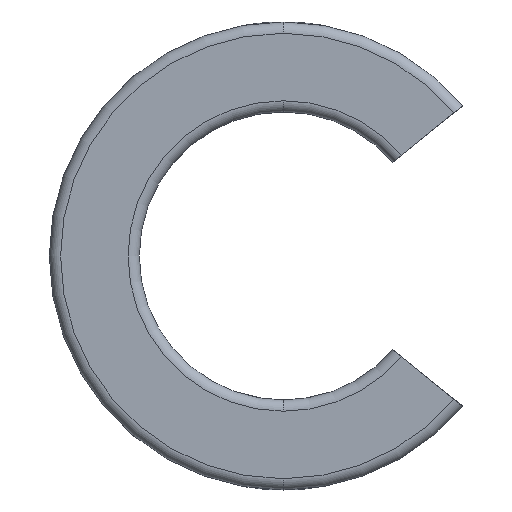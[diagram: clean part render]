
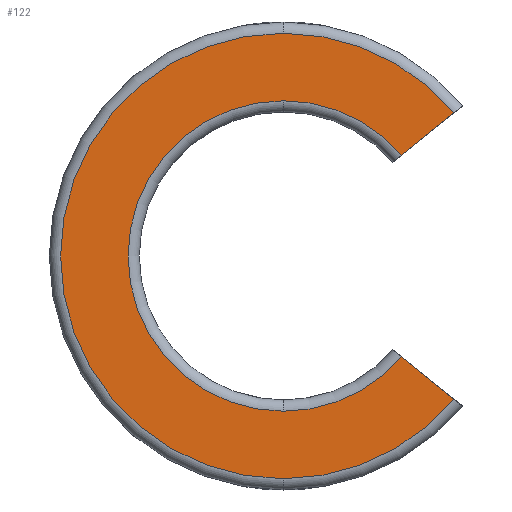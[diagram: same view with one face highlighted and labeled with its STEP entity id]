
A CAD part, left-side view. The second image highlights one B-rep face of the part: STEP entity #122.
In plain terms, the highlighted planar face has unit normal (-1, 0, 0).
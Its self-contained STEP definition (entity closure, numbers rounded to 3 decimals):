
#122 = ADVANCED_FACE( '', ( #222 ), #223, .T. );
#222 = FACE_OUTER_BOUND( '', #322, .T. );
#223 = PLANE( '', #323 );
#322 = EDGE_LOOP( '', ( #741, #742, #743, #744, #745, #746, #747, #748 ) );
#323 = AXIS2_PLACEMENT_3D( '', #749, #750, #751 );
#741 = ORIENTED_EDGE( '', *, *, #870, .T. );
#742 = ORIENTED_EDGE( '', *, *, #893, .T. );
#743 = ORIENTED_EDGE( '', *, *, #759, .T. );
#744 = ORIENTED_EDGE( '', *, *, #755, .T. );
#745 = ORIENTED_EDGE( '', *, *, #843, .T. );
#746 = ORIENTED_EDGE( '', *, *, #791, .F. );
#747 = ORIENTED_EDGE( '', *, *, #795, .F. );
#748 = ORIENTED_EDGE( '', *, *, #884, .F. );
#749 = CARTESIAN_POINT( '', ( 0., 10.5, 0. ) );
#750 = DIRECTION( '', ( -1., 0., 0. ) );
#751 = DIRECTION( '', ( 0., 1., 0. ) );
#755 = EDGE_CURVE( '', #894, #899, #901, .T. );
#759 = EDGE_CURVE( '', #903, #894, #908, .T. );
#791 = EDGE_CURVE( '', #967, #969, #970, .T. );
#795 = EDGE_CURVE( '', #974, #967, #976, .T. );
#843 = EDGE_CURVE( '', #899, #969, #1061, .T. );
#870 = EDGE_CURVE( '', #1106, #1104, #1107, .T. );
#884 = EDGE_CURVE( '', #1106, #974, #1122, .T. );
#893 = EDGE_CURVE( '', #1104, #903, #1131, .T. );
#894 = VERTEX_POINT( '', #1132 );
#899 = VERTEX_POINT( '', #1137 );
#901 = CIRCLE( '', #1156, 12.375 );
#903 = VERTEX_POINT( '', #1158 );
#908 = CIRCLE( '', #1163, 12.375 );
#967 = VERTEX_POINT( '', #1299 );
#969 = VERTEX_POINT( '', #1301 );
#970 = CIRCLE( '', #1302, 8.625 );
#974 = VERTEX_POINT( '', #1323 );
#976 = CIRCLE( '', #1325, 8.625 );
#1061 = LINE( '', #1650, #1651 );
#1104 = VERTEX_POINT( '', #1735 );
#1106 = VERTEX_POINT( '', #1754 );
#1107 = LINE( '', #1755, #1756 );
#1122 = CIRCLE( '', #1806, 8.625 );
#1131 = CIRCLE( '', #1815, 12.375 );
#1132 = CARTESIAN_POINT( '', ( 0., 0., -12.375 ) );
#1137 = CARTESIAN_POINT( '', ( 0., -9.48, -7.954 ) );
#1156 = AXIS2_PLACEMENT_3D( '', #1822, #1823, #1824 );
#1158 = CARTESIAN_POINT( '', ( 0., 0., 12.375 ) );
#1163 = AXIS2_PLACEMENT_3D( '', #1834, #1835, #1836 );
#1299 = CARTESIAN_POINT( '', ( 0., 0., -8.625 ) );
#1301 = CARTESIAN_POINT( '', ( 0., -6.565, -5.593 ) );
#1302 = AXIS2_PLACEMENT_3D( '', #1901, #1902, #1903 );
#1323 = CARTESIAN_POINT( '', ( 0., 0., 8.625 ) );
#1325 = AXIS2_PLACEMENT_3D( '', #1910, #1911, #1912 );
#1650 = CARTESIAN_POINT( '', ( 0., 3.409, 2.484 ) );
#1651 = VECTOR( '', #1987, 1. );
#1735 = CARTESIAN_POINT( '', ( 0., -9.48, 7.954 ) );
#1754 = CARTESIAN_POINT( '', ( 0., -6.565, 5.593 ) );
#1755 = CARTESIAN_POINT( '', ( 0., -1.939, 1.847 ) );
#1756 = VECTOR( '', #2012, 1. );
#1806 = AXIS2_PLACEMENT_3D( '', #2044, #2045, #2046 );
#1815 = AXIS2_PLACEMENT_3D( '', #2071, #2072, #2073 );
#1822 = CARTESIAN_POINT( '', ( 0., 0., 0. ) );
#1823 = DIRECTION( '', ( -1., 0., 0. ) );
#1824 = DIRECTION( '', ( 0., 1., 0. ) );
#1834 = CARTESIAN_POINT( '', ( 0., 0., 0. ) );
#1835 = DIRECTION( '', ( -1., 0., 0. ) );
#1836 = DIRECTION( '', ( 0., 1., 0. ) );
#1901 = CARTESIAN_POINT( '', ( 0., 0., 0. ) );
#1902 = DIRECTION( '', ( -1., 0., 0. ) );
#1903 = DIRECTION( '', ( 0., 1., 0. ) );
#1910 = CARTESIAN_POINT( '', ( 0., 0., 0. ) );
#1911 = DIRECTION( '', ( -1., 0., 0. ) );
#1912 = DIRECTION( '', ( 0., 1., 0. ) );
#1987 = DIRECTION( '', ( 0., 0.777, 0.629 ) );
#2012 = DIRECTION( '', ( 0., -0.777, 0.629 ) );
#2044 = CARTESIAN_POINT( '', ( 0., 0., 0. ) );
#2045 = DIRECTION( '', ( -1., 0., 0. ) );
#2046 = DIRECTION( '', ( 0., 1., 0. ) );
#2071 = CARTESIAN_POINT( '', ( 0., 0., 0. ) );
#2072 = DIRECTION( '', ( -1., 0., 0. ) );
#2073 = DIRECTION( '', ( 0., 1., 0. ) );
